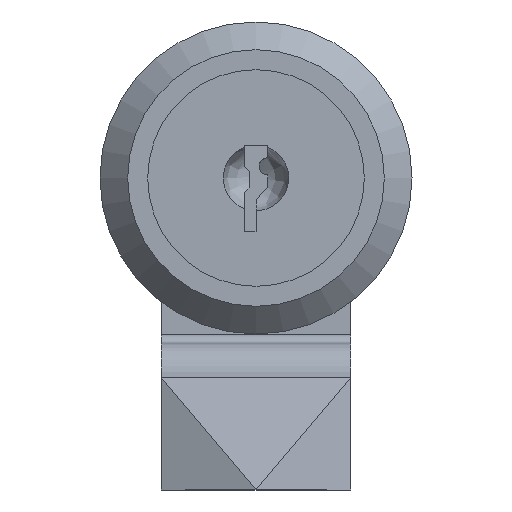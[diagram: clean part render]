
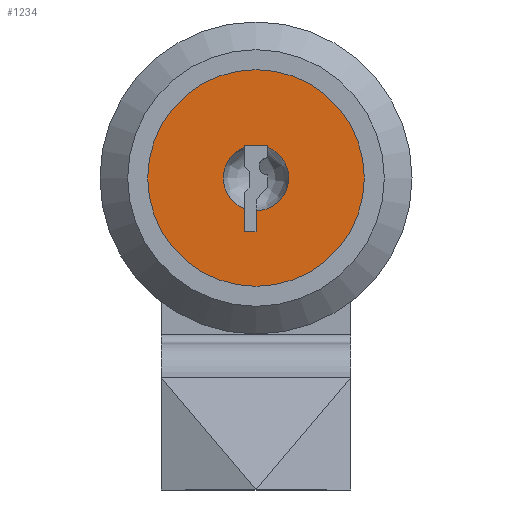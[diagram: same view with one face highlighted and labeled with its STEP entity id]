
A CAD part, front view. The second image highlights one B-rep face of the part: STEP entity #1234.
In plain terms, the highlighted planar face has unit normal (0, -1, 0).
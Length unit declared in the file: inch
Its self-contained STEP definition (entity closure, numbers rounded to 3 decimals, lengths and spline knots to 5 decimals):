
#11 = EDGE_LOOP ( 'NONE', ( #1666, #350, #1610, #975, #520, #536, #1308, #472 ) ) ;
#27 = CARTESIAN_POINT ( 'NONE',  ( 0.03377, 0.01, 0.08823 ) ) ;
#32 = LINE ( 'NONE', #192, #1131 ) ;
#35 = AXIS2_PLACEMENT_3D ( 'NONE', #137, #284, #427 ) ;
#74 = AXIS2_PLACEMENT_3D ( 'NONE', #1737, #92, #1431 ) ;
#92 = DIRECTION ( 'NONE',  ( 0., -1., 0. ) ) ;
#93 = VERTEX_POINT ( 'NONE', #1583 ) ;
#129 = EDGE_CURVE ( 'NONE', #1077, #692, #1387, .T. ) ;
#137 = CARTESIAN_POINT ( 'NONE',  ( 0., 0.01, 0. ) ) ;
#138 = FACE_OUTER_BOUND ( 'NONE', #1487, .T. ) ;
#170 = CARTESIAN_POINT ( 'NONE',  ( -0.03377, 0.01, 0.08823 ) ) ;
#192 = CARTESIAN_POINT ( 'NONE',  ( 0., 0.01, -0.15553 ) ) ;
#209 = CARTESIAN_POINT ( 'NONE',  ( 0.03377, 0.01, 0.09447 ) ) ;
#224 = VECTOR ( 'NONE', #1716, 39.37008 ) ;
#229 = CIRCLE ( 'NONE', #1239, 0.09447 ) ;
#274 = DIRECTION ( 'NONE',  ( 0., 0., -1. ) ) ;
#279 = EDGE_CURVE ( 'NONE', #848, #341, #1255, .T. ) ;
#284 = DIRECTION ( 'NONE',  ( 0., -1., 0. ) ) ;
#295 = LINE ( 'NONE', #419, #1132 ) ;
#310 = EDGE_CURVE ( 'NONE', #750, #750, #490, .T. ) ;
#341 = VERTEX_POINT ( 'NONE', #27 ) ;
#350 = ORIENTED_EDGE ( 'NONE', *, *, #853, .F. ) ;
#351 = CARTESIAN_POINT ( 'NONE',  ( 0., 0.01, 0. ) ) ;
#397 = AXIS2_PLACEMENT_3D ( 'NONE', #784, #1340, #945 ) ;
#419 = CARTESIAN_POINT ( 'NONE',  ( -0.03377, 0.01, -0.04175 ) ) ;
#427 = DIRECTION ( 'NONE',  ( 0., 0., 1. ) ) ;
#455 = CARTESIAN_POINT ( 'NONE',  ( 0., 0.01, -0.09447 ) ) ;
#472 = ORIENTED_EDGE ( 'NONE', *, *, #1113, .T. ) ;
#490 = CIRCLE ( 'NONE', #35, 0.3125 ) ;
#496 = ORIENTED_EDGE ( 'NONE', *, *, #310, .T. ) ;
#502 = CARTESIAN_POINT ( 'NONE',  ( -0.03377, 0.01, -0.15553 ) ) ;
#520 = ORIENTED_EDGE ( 'NONE', *, *, #279, .T. ) ;
#536 = ORIENTED_EDGE ( 'NONE', *, *, #1496, .F. ) ;
#548 = CARTESIAN_POINT ( 'NONE',  ( -0.03377, 0.01, 0.09447 ) ) ;
#557 = CARTESIAN_POINT ( 'NONE',  ( -0.03377, 0.01, -0.15553 ) ) ;
#634 = VERTEX_POINT ( 'NONE', #557 ) ;
#689 = CARTESIAN_POINT ( 'NONE',  ( 0.03377, 0.01, 0.05832 ) ) ;
#692 = VERTEX_POINT ( 'NONE', #548 ) ;
#723 = CARTESIAN_POINT ( 'NONE',  ( 0., 0.01, -0.15553 ) ) ;
#750 = VERTEX_POINT ( 'NONE', #1014 ) ;
#755 = CARTESIAN_POINT ( 'NONE',  ( 0.03377, 0.01, 0.09447 ) ) ;
#767 = LINE ( 'NONE', #502, #224 ) ;
#784 = CARTESIAN_POINT ( 'NONE',  ( 0., 0.01, 0. ) ) ;
#848 = VERTEX_POINT ( 'NONE', #755 ) ;
#853 = EDGE_CURVE ( 'NONE', #1077, #93, #229, .T. ) ;
#945 = DIRECTION ( 'NONE',  ( 0., 0., 1. ) ) ;
#955 = FACE_BOUND ( 'NONE', #11, .T. ) ;
#965 = VERTEX_POINT ( 'NONE', #455 ) ;
#975 = ORIENTED_EDGE ( 'NONE', *, *, #1199, .T. ) ;
#1010 = VERTEX_POINT ( 'NONE', #723 ) ;
#1014 = CARTESIAN_POINT ( 'NONE',  ( 0., 0.01, 0.3125 ) ) ;
#1077 = VERTEX_POINT ( 'NONE', #170 ) ;
#1113 = EDGE_CURVE ( 'NONE', #1010, #634, #767, .T. ) ;
#1121 = VECTOR ( 'NONE', #274, 39.37008 ) ;
#1131 = VECTOR ( 'NONE', #1683, 39.37008 ) ;
#1132 = VECTOR ( 'NONE', #1380, 39.37008 ) ;
#1199 = EDGE_CURVE ( 'NONE', #692, #848, #1561, .T. ) ;
#1207 = PLANE ( 'NONE',  #397 ) ;
#1234 = ADVANCED_FACE ( 'NONE', ( #138, #955 ), #1207, .F. ) ;
#1239 = AXIS2_PLACEMENT_3D ( 'NONE', #351, #1712, #1418 ) ;
#1255 = LINE ( 'NONE', #689, #1121 ) ;
#1302 = DIRECTION ( 'NONE',  ( 1., 0., 0. ) ) ;
#1308 = ORIENTED_EDGE ( 'NONE', *, *, #1644, .T. ) ;
#1340 = DIRECTION ( 'NONE',  ( 0., 1., 0. ) ) ;
#1380 = DIRECTION ( 'NONE',  ( 0., 0., 1. ) ) ;
#1387 = LINE ( 'NONE', #1651, #1570 ) ;
#1393 = EDGE_CURVE ( 'NONE', #634, #93, #295, .T. ) ;
#1418 = DIRECTION ( 'NONE',  ( -1., 0., 0. ) ) ;
#1431 = DIRECTION ( 'NONE',  ( -1., 0., 0. ) ) ;
#1487 = EDGE_LOOP ( 'NONE', ( #496 ) ) ;
#1496 = EDGE_CURVE ( 'NONE', #965, #341, #1764, .T. ) ;
#1511 = DIRECTION ( 'NONE',  ( 0., 0., 1. ) ) ;
#1561 = LINE ( 'NONE', #209, #1723 ) ;
#1570 = VECTOR ( 'NONE', #1511, 39.37008 ) ;
#1583 = CARTESIAN_POINT ( 'NONE',  ( -0.03377, 0.01, -0.08823 ) ) ;
#1610 = ORIENTED_EDGE ( 'NONE', *, *, #129, .T. ) ;
#1644 = EDGE_CURVE ( 'NONE', #965, #1010, #32, .T. ) ;
#1651 = CARTESIAN_POINT ( 'NONE',  ( -0.03377, 0.01, 0.09447 ) ) ;
#1666 = ORIENTED_EDGE ( 'NONE', *, *, #1393, .T. ) ;
#1683 = DIRECTION ( 'NONE',  ( 0., 0., -1. ) ) ;
#1712 = DIRECTION ( 'NONE',  ( 0., -1., 0. ) ) ;
#1716 = DIRECTION ( 'NONE',  ( -1., 0., 0. ) ) ;
#1723 = VECTOR ( 'NONE', #1302, 39.37008 ) ;
#1737 = CARTESIAN_POINT ( 'NONE',  ( 0., 0.01, 0. ) ) ;
#1764 = CIRCLE ( 'NONE', #74, 0.09447 ) ;
